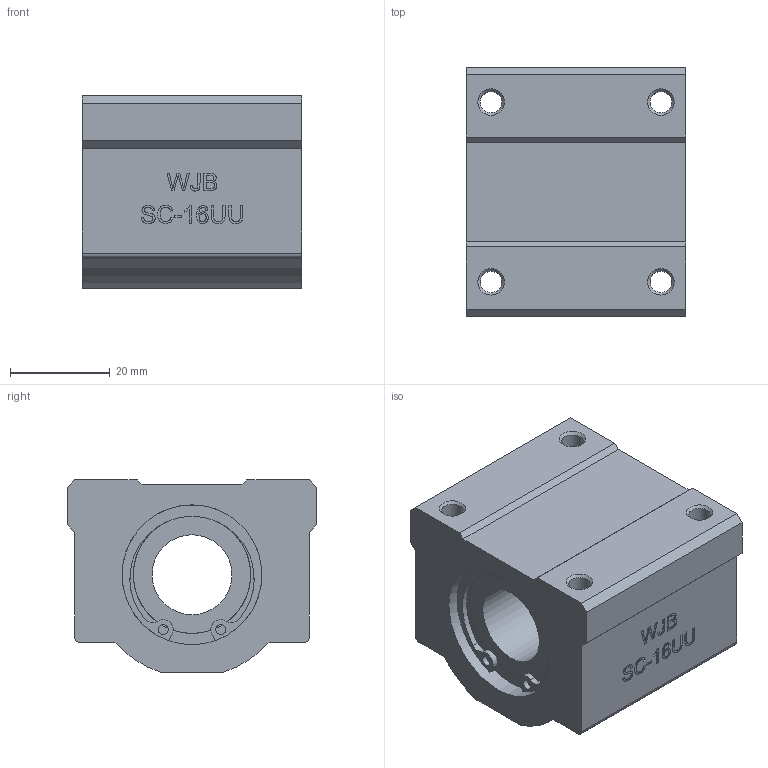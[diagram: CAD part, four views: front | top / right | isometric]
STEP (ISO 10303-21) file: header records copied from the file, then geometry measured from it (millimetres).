
FILE_DESCRIPTION(/* description */ (''),/* implementation_level */ '2;1');
FILE_NAME(/* name */ 'WJB-SC16UU.stp',/* time_stamp */ '2018-11-25T22:13:27+08:00',/* author */ (''),/* organization */ (''),/* preprocessor_version */ 'ST-DEVELOPER v11',/* originating_system */ 'SIEMENS UGS NX 6.0',/* authorisation */ '');
FILE_SCHEMA (('CONFIG_CONTROL_DESIGN'));
Length unit declared in the file: millimetre
Products named in the file (1): WJB-SC16UU
Bounding box: 44 x 50 x 38.5 mm (x, y, z)
Volume: 60489.1 mm3; surface area: 15199.3 mm2
Topology: 3 solids, 3 shells, 243 faces, 619 edges, 406 vertices
Faces by surface type: plane 138, extrusion 70, cylinder 31, cone 4
Full cylindrical faces by diameter (mm): 2 x4, 4.3 x4, 16 x1, 23.5 x2, 26.6 x2, 28 x4
Entity records: 9144 total; most frequent: CARTESIAN_POINT 3612, ORIENTED_EDGE 1172, DIRECTION 900, EDGE_CURVE 586, VERTEX_POINT 394, VECTOR 348, EDGE_LOOP 310, LINE 278
